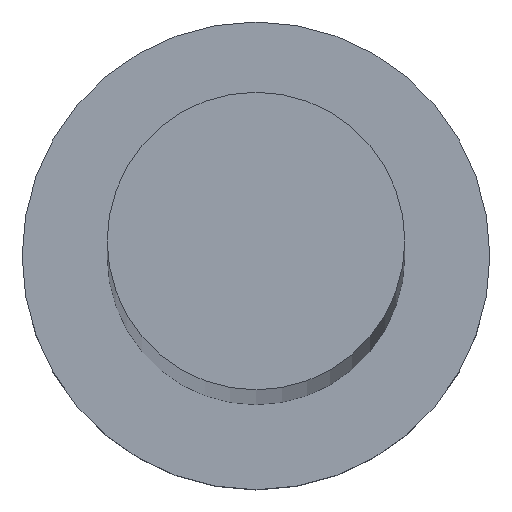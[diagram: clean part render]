
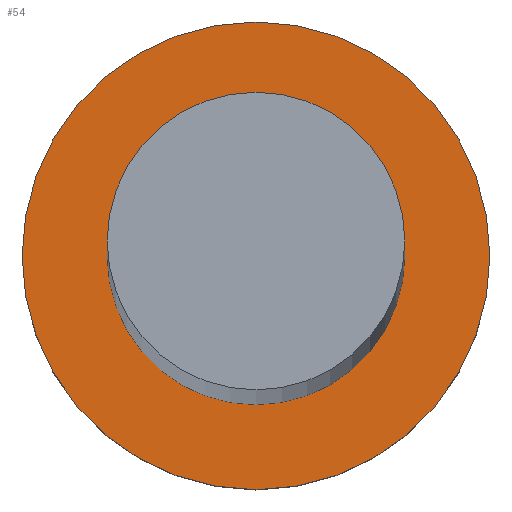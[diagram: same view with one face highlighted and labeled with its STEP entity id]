
A CAD part, top view. The second image highlights one B-rep face of the part: STEP entity #54.
In plain terms, the highlighted planar face has unit normal (0, 0, 1).
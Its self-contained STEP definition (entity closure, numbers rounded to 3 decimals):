
#2 = DIRECTION ( 'NONE',  ( 1., 0., 0. ) ) ;
#5 = DIRECTION ( 'NONE',  ( 1., 0., 0. ) ) ;
#8 = DIRECTION ( 'NONE',  ( 1., 0., 0. ) ) ;
#11 = ORIENTED_EDGE ( 'NONE', *, *, #149, .T. ) ;
#23 = AXIS2_PLACEMENT_3D ( 'NONE', #244, #66, #8 ) ;
#25 = CARTESIAN_POINT ( 'NONE',  ( 0., 0., 7. ) ) ;
#29 = EDGE_LOOP ( 'NONE', ( #79, #11 ) ) ;
#32 = VERTEX_POINT ( 'NONE', #225 ) ;
#33 = DIRECTION ( 'NONE',  ( 0., 0., 1. ) ) ;
#35 = CARTESIAN_POINT ( 'NONE',  ( 0., 0., 7. ) ) ;
#39 = CIRCLE ( 'NONE', #88, 7. ) ;
#44 = AXIS2_PLACEMENT_3D ( 'NONE', #105, #33, #2 ) ;
#50 = ORIENTED_EDGE ( 'NONE', *, *, #171, .F. ) ;
#54 = ADVANCED_FACE ( 'NONE', ( #200, #130 ), #89, .T. ) ;
#60 = EDGE_LOOP ( 'NONE', ( #195, #50 ) ) ;
#66 = DIRECTION ( 'NONE',  ( 0., 0., 1. ) ) ;
#69 = DIRECTION ( 'NONE',  ( 0., 0., 1. ) ) ;
#79 = ORIENTED_EDGE ( 'NONE', *, *, #119, .T. ) ;
#81 = VERTEX_POINT ( 'NONE', #126 ) ;
#85 = DIRECTION ( 'NONE',  ( 1., 0., 0. ) ) ;
#88 = AXIS2_PLACEMENT_3D ( 'NONE', #25, #69, #5 ) ;
#89 = PLANE ( 'NONE',  #103 ) ;
#103 = AXIS2_PLACEMENT_3D ( 'NONE', #35, #165, #181 ) ;
#105 = CARTESIAN_POINT ( 'NONE',  ( 0., 0., 7. ) ) ;
#110 = EDGE_CURVE ( 'NONE', #81, #32, #39, .T. ) ;
#119 = EDGE_CURVE ( 'NONE', #219, #162, #137, .T. ) ;
#122 = CIRCLE ( 'NONE', #44, 7. ) ;
#126 = CARTESIAN_POINT ( 'NONE',  ( -7., 0., 7. ) ) ;
#130 = FACE_OUTER_BOUND ( 'NONE', #29, .T. ) ;
#137 = CIRCLE ( 'NONE', #236, 11. ) ;
#147 = DIRECTION ( 'NONE',  ( 0., 0., 1. ) ) ;
#149 = EDGE_CURVE ( 'NONE', #162, #219, #207, .T. ) ;
#162 = VERTEX_POINT ( 'NONE', #242 ) ;
#165 = DIRECTION ( 'NONE',  ( 0., 0., 1. ) ) ;
#171 = EDGE_CURVE ( 'NONE', #32, #81, #122, .T. ) ;
#181 = DIRECTION ( 'NONE',  ( 1., 0., 0. ) ) ;
#182 = CARTESIAN_POINT ( 'NONE',  ( -11., 0., 7. ) ) ;
#195 = ORIENTED_EDGE ( 'NONE', *, *, #110, .F. ) ;
#200 = FACE_BOUND ( 'NONE', #60, .T. ) ;
#206 = CARTESIAN_POINT ( 'NONE',  ( 0., 0., 7. ) ) ;
#207 = CIRCLE ( 'NONE', #23, 11. ) ;
#219 = VERTEX_POINT ( 'NONE', #182 ) ;
#225 = CARTESIAN_POINT ( 'NONE',  ( 7., 0., 7. ) ) ;
#236 = AXIS2_PLACEMENT_3D ( 'NONE', #206, #147, #85 ) ;
#242 = CARTESIAN_POINT ( 'NONE',  ( 11., 0., 7. ) ) ;
#244 = CARTESIAN_POINT ( 'NONE',  ( 0., 0., 7. ) ) ;
